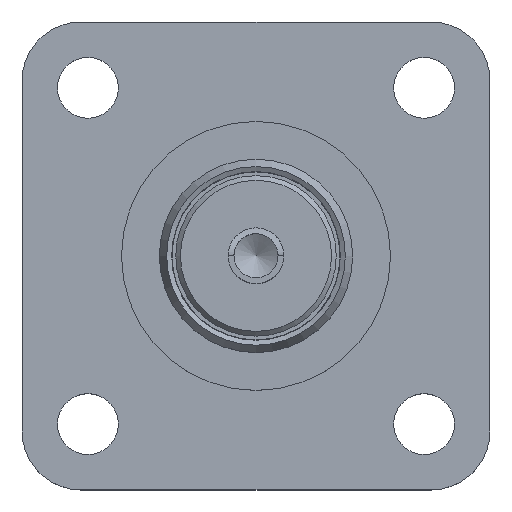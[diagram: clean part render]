
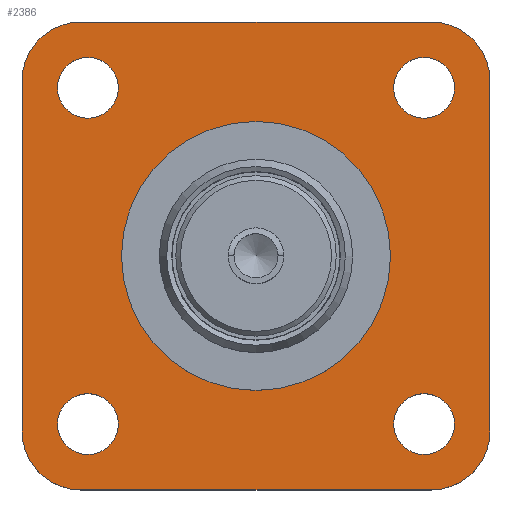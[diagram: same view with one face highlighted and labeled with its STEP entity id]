
A CAD part, top view. The second image highlights one B-rep face of the part: STEP entity #2386.
In plain terms, the highlighted planar face has unit normal (0, 0, 1).
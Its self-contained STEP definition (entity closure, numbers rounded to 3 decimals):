
#87 = CARTESIAN_POINT ( 'NONE',  ( 0., 0., 0. ) ) ;
#88 = DIRECTION ( 'NONE',  ( 0., 0., -1. ) ) ;
#91 = DIRECTION ( 'NONE',  ( -1., 0., 0. ) ) ;
#92 = CARTESIAN_POINT ( 'NONE',  ( 0., -12.7, 0. ) ) ;
#95 = DIRECTION ( 'NONE',  ( -1., 0., 0. ) ) ;
#134 = CARTESIAN_POINT ( 'NONE',  ( 0., 12.7, 0. ) ) ;
#137 = DIRECTION ( 'NONE',  ( 1., 0., 0. ) ) ;
#406 = DIRECTION ( 'NONE',  ( 0., 0., -1. ) ) ;
#430 = DIRECTION ( 'NONE',  ( 1., 0., 0. ) ) ;
#433 = CARTESIAN_POINT ( 'NONE',  ( 9.5, 9.5, 0. ) ) ;
#479 = DIRECTION ( 'NONE',  ( 1., 0., 0. ) ) ;
#480 = DIRECTION ( 'NONE',  ( 1., 0., 0. ) ) ;
#481 = CARTESIAN_POINT ( 'NONE',  ( -9.125, -9.125, 0. ) ) ;
#482 = DIRECTION ( 'NONE',  ( 0., 0., 1. ) ) ;
#483 = CARTESIAN_POINT ( 'NONE',  ( 9.125, 9.125, 0. ) ) ;
#484 = DIRECTION ( 'NONE',  ( 0., -1., 0. ) ) ;
#486 = DIRECTION ( 'NONE',  ( 1., 0., 0. ) ) ;
#489 = DIRECTION ( 'NONE',  ( 0., 1., 0. ) ) ;
#497 = DIRECTION ( 'NONE',  ( 1., 0., 0. ) ) ;
#503 = CARTESIAN_POINT ( 'NONE',  ( 12.7, 9.5, 0. ) ) ;
#510 = CARTESIAN_POINT ( 'NONE',  ( -9.5, 12.7, 0. ) ) ;
#533 = CARTESIAN_POINT ( 'NONE',  ( -9.5, -12.7, 0. ) ) ;
#551 = CARTESIAN_POINT ( 'NONE',  ( 12.7, 0., 0. ) ) ;
#564 = DIRECTION ( 'NONE',  ( 0., 0., 1. ) ) ;
#592 = CARTESIAN_POINT ( 'NONE',  ( 9.5, -12.7, 0. ) ) ;
#598 = CARTESIAN_POINT ( 'NONE',  ( 12.7, -9.5, 0. ) ) ;
#610 = DIRECTION ( 'NONE',  ( 0., 0., -1. ) ) ;
#611 = CARTESIAN_POINT ( 'NONE',  ( -9.5, 9.5, 0. ) ) ;
#614 = DIRECTION ( 'NONE',  ( 0., 0., -1. ) ) ;
#615 = CARTESIAN_POINT ( 'NONE',  ( -9.125, 9.125, 0. ) ) ;
#616 = DIRECTION ( 'NONE',  ( 1., 0., 0. ) ) ;
#617 = CARTESIAN_POINT ( 'NONE',  ( 9.5, -9.5, 0. ) ) ;
#618 = DIRECTION ( 'NONE',  ( 0., 0., 1. ) ) ;
#619 = DIRECTION ( 'NONE',  ( 1., 0., 0. ) ) ;
#620 = DIRECTION ( 'NONE',  ( 0., 0., 1. ) ) ;
#621 = CARTESIAN_POINT ( 'NONE',  ( 9.125, -9.125, 0. ) ) ;
#622 = CARTESIAN_POINT ( 'NONE',  ( -12.7, 0., 0. ) ) ;
#628 = DIRECTION ( 'NONE',  ( 1., 0., 0. ) ) ;
#630 = CARTESIAN_POINT ( 'NONE',  ( -9.5, -9.5, 0. ) ) ;
#632 = DIRECTION ( 'NONE',  ( 0., 0., -1. ) ) ;
#641 = CARTESIAN_POINT ( 'NONE',  ( -12.7, -9.5, 0. ) ) ;
#642 = CARTESIAN_POINT ( 'NONE',  ( 9.5, 12.7, 0. ) ) ;
#644 = CARTESIAN_POINT ( 'NONE',  ( -12.7, 9.5, 0. ) ) ;
#698 = EDGE_LOOP ( 'NONE', ( #1807 ) ) ;
#700 = EDGE_LOOP ( 'NONE', ( #1004 ) ) ;
#729 = ORIENTED_EDGE ( 'NONE', *, *, #2214, .F. ) ;
#738 = EDGE_LOOP ( 'NONE', ( #945 ) ) ;
#739 = EDGE_LOOP ( 'NONE', ( #1006 ) ) ;
#740 = EDGE_LOOP ( 'NONE', ( #987, #976, #979, #729, #947, #962, #1007, #1002 ) ) ;
#742 = EDGE_LOOP ( 'NONE', ( #991 ) ) ;
#884 = VERTEX_POINT ( 'NONE', #533 ) ;
#891 = VERTEX_POINT ( 'NONE', #510 ) ;
#898 = VERTEX_POINT ( 'NONE', #592 ) ;
#899 = VERTEX_POINT ( 'NONE', #598 ) ;
#901 = VERTEX_POINT ( 'NONE', #641 ) ;
#903 = VERTEX_POINT ( 'NONE', #644 ) ;
#913 = VERTEX_POINT ( 'NONE', #642 ) ;
#916 = VERTEX_POINT ( 'NONE', #503 ) ;
#945 = ORIENTED_EDGE ( 'NONE', *, *, #2186, .F. ) ;
#947 = ORIENTED_EDGE ( 'NONE', *, *, #2172, .F. ) ;
#962 = ORIENTED_EDGE ( 'NONE', *, *, #2230, .F. ) ;
#976 = ORIENTED_EDGE ( 'NONE', *, *, #2192, .F. ) ;
#979 = ORIENTED_EDGE ( 'NONE', *, *, #2222, .F. ) ;
#987 = ORIENTED_EDGE ( 'NONE', *, *, #2188, .F. ) ;
#991 = ORIENTED_EDGE ( 'NONE', *, *, #2185, .F. ) ;
#1002 = ORIENTED_EDGE ( 'NONE', *, *, #2184, .F. ) ;
#1004 = ORIENTED_EDGE ( 'NONE', *, *, #2179, .F. ) ;
#1006 = ORIENTED_EDGE ( 'NONE', *, *, #2187, .F. ) ;
#1007 = ORIENTED_EDGE ( 'NONE', *, *, #2225, .F. ) ;
#1029 = CARTESIAN_POINT ( 'NONE',  ( -7.3, 0., 0. ) ) ;
#1042 = CARTESIAN_POINT ( 'NONE',  ( -7.475, 9.125, 0. ) ) ;
#1046 = CARTESIAN_POINT ( 'NONE',  ( 10.775, 9.125, 0. ) ) ;
#1047 = CARTESIAN_POINT ( 'NONE',  ( 10.775, -9.125, 0. ) ) ;
#1326 = CARTESIAN_POINT ( 'NONE',  ( -7.475, -9.125, 0. ) ) ;
#1513 = DIRECTION ( 'NONE',  ( -1., 0., 0. ) ) ;
#1514 = CARTESIAN_POINT ( 'NONE',  ( 12.7, -12.7, 0. ) ) ;
#1525 = DIRECTION ( 'NONE',  ( 0., 0., -1. ) ) ;
#1527 = PLANE ( 'NONE',  #1647 ) ;
#1647 = AXIS2_PLACEMENT_3D ( 'NONE', #1514, #1525, #1513 ) ;
#1807 = ORIENTED_EDGE ( 'NONE', *, *, #2221, .T. ) ;
#1817 = LINE ( 'NONE', #134, #2551 ) ;
#1820 = LINE ( 'NONE', #92, #2545 ) ;
#1927 = VERTEX_POINT ( 'NONE', #1029 ) ;
#1957 = VERTEX_POINT ( 'NONE', #1047 ) ;
#1959 = VERTEX_POINT ( 'NONE', #1046 ) ;
#1960 = VERTEX_POINT ( 'NONE', #1042 ) ;
#1965 = VERTEX_POINT ( 'NONE', #1326 ) ;
#1991 = LINE ( 'NONE', #622, #2465 ) ;
#1996 = FACE_OUTER_BOUND ( 'NONE', #740, .T. ) ;
#1997 = FACE_BOUND ( 'NONE', #738, .T. ) ;
#2000 = FACE_BOUND ( 'NONE', #739, .T. ) ;
#2001 = FACE_BOUND ( 'NONE', #742, .T. ) ;
#2003 = FACE_BOUND ( 'NONE', #700, .T. ) ;
#2004 = FACE_BOUND ( 'NONE', #698, .T. ) ;
#2050 = LINE ( 'NONE', #551, #2429 ) ;
#2172 = EDGE_CURVE ( 'NONE', #916, #899, #2050, .T. ) ;
#2179 = EDGE_CURVE ( 'NONE', #1965, #1965, #2445, .T. ) ;
#2184 = EDGE_CURVE ( 'NONE', #903, #891, #2457, .T. ) ;
#2185 = EDGE_CURVE ( 'NONE', #1960, #1960, #2459, .T. ) ;
#2186 = EDGE_CURVE ( 'NONE', #1959, #1959, #2461, .T. ) ;
#2187 = EDGE_CURVE ( 'NONE', #1957, #1957, #2463, .T. ) ;
#2188 = EDGE_CURVE ( 'NONE', #901, #903, #1991, .T. ) ;
#2192 = EDGE_CURVE ( 'NONE', #884, #901, #2468, .T. ) ;
#2214 = EDGE_CURVE ( 'NONE', #899, #898, #2526, .T. ) ;
#2221 = EDGE_CURVE ( 'NONE', #1927, #1927, #2540, .T. ) ;
#2222 = EDGE_CURVE ( 'NONE', #898, #884, #1820, .T. ) ;
#2225 = EDGE_CURVE ( 'NONE', #891, #913, #1817, .T. ) ;
#2230 = EDGE_CURVE ( 'NONE', #913, #916, #2553, .T. ) ;
#2386 = ADVANCED_FACE ( 'NONE', ( #2004, #2003, #2000, #1997, #2001, #1996 ), #1527, .F. ) ;
#2429 = VECTOR ( 'NONE', #484, 1000. ) ;
#2445 = CIRCLE ( 'NONE', #2446, 1.65 ) ;
#2446 = AXIS2_PLACEMENT_3D ( 'NONE', #481, #564, #479 ) ;
#2457 = CIRCLE ( 'NONE', #2458, 3.2 ) ;
#2458 = AXIS2_PLACEMENT_3D ( 'NONE', #611, #610, #480 ) ;
#2459 = CIRCLE ( 'NONE', #2460, 1.65 ) ;
#2460 = AXIS2_PLACEMENT_3D ( 'NONE', #615, #482, #616 ) ;
#2461 = CIRCLE ( 'NONE', #2462, 1.65 ) ;
#2462 = AXIS2_PLACEMENT_3D ( 'NONE', #483, #618, #619 ) ;
#2463 = CIRCLE ( 'NONE', #2464, 1.65 ) ;
#2464 = AXIS2_PLACEMENT_3D ( 'NONE', #621, #620, #486 ) ;
#2465 = VECTOR ( 'NONE', #489, 1000. ) ;
#2468 = CIRCLE ( 'NONE', #2481, 3.2 ) ;
#2481 = AXIS2_PLACEMENT_3D ( 'NONE', #630, #632, #497 ) ;
#2526 = CIRCLE ( 'NONE', #2528, 3.2 ) ;
#2528 = AXIS2_PLACEMENT_3D ( 'NONE', #617, #614, #628 ) ;
#2540 = CIRCLE ( 'NONE', #2543, 7.3 ) ;
#2543 = AXIS2_PLACEMENT_3D ( 'NONE', #87, #88, #91 ) ;
#2545 = VECTOR ( 'NONE', #95, 1000. ) ;
#2551 = VECTOR ( 'NONE', #137, 1000. ) ;
#2553 = CIRCLE ( 'NONE', #2555, 3.2 ) ;
#2555 = AXIS2_PLACEMENT_3D ( 'NONE', #433, #406, #430 ) ;
